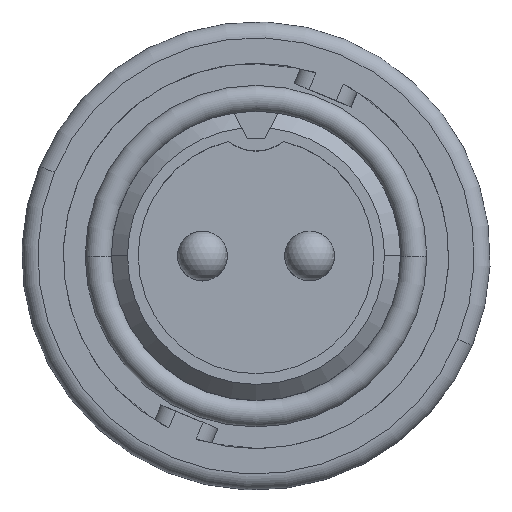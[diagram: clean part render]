
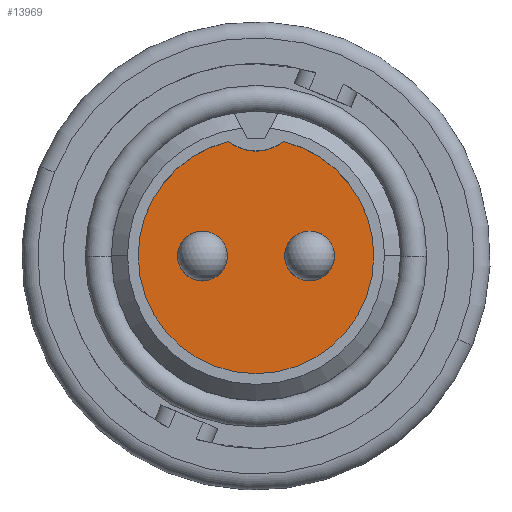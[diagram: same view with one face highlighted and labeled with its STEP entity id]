
A CAD part, top view. The second image highlights one B-rep face of the part: STEP entity #13969.
In plain terms, the highlighted planar face has unit normal (0, 0, 1).
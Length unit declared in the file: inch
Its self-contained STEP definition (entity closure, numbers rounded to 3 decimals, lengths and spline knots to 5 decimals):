
#18 = VERTEX_POINT ( 'NONE', #6078 ) ;
#645 = CARTESIAN_POINT ( 'NONE',  ( 0., 0.13949, -0.255 ) ) ;
#646 = DIRECTION ( 'NONE',  ( 1., 0., 0. ) ) ;
#647 = PLANE ( 'NONE',  #10947 ) ;
#651 = DIRECTION ( 'NONE',  ( 0., 0., 1. ) ) ;
#2218 = CIRCLE ( 'NONE', #5365, 0.22 ) ;
#2312 = CIRCLE ( 'NONE', #16011, 0.083 ) ;
#2329 = CIRCLE ( 'NONE', #2813, 0.0465 ) ;
#2377 = CIRCLE ( 'NONE', #15960, 0.0465 ) ;
#2434 = CIRCLE ( 'NONE', #17592, 0.0465 ) ;
#2483 = CIRCLE ( 'NONE', #2860, 0.0465 ) ;
#2487 = CIRCLE ( 'NONE', #2855, 0.22 ) ;
#2602 = CIRCLE ( 'NONE', #10390, 0.22 ) ;
#2813 = AXIS2_PLACEMENT_3D ( 'NONE', #5083, #5099, #4882 ) ;
#2855 = AXIS2_PLACEMENT_3D ( 'NONE', #5056, #5171, #5185 ) ;
#2860 = AXIS2_PLACEMENT_3D ( 'NONE', #16420, #16421, #16422 ) ;
#3328 = EDGE_LOOP ( 'NONE', ( #3577, #3719, #3483, #3669 ) ) ;
#3483 = ORIENTED_EDGE ( 'NONE', *, *, #13662, .T. ) ;
#3577 = ORIENTED_EDGE ( 'NONE', *, *, #14405, .T. ) ;
#3608 = EDGE_LOOP ( 'NONE', ( #3685, #3628 ) ) ;
#3628 = ORIENTED_EDGE ( 'NONE', *, *, #13496, .F. ) ;
#3645 = ORIENTED_EDGE ( 'NONE', *, *, #14679, .F. ) ;
#3669 = ORIENTED_EDGE ( 'NONE', *, *, #13639, .T. ) ;
#3685 = ORIENTED_EDGE ( 'NONE', *, *, #14760, .F. ) ;
#3702 = EDGE_LOOP ( 'NONE', ( #3645, #3727 ) ) ;
#3719 = ORIENTED_EDGE ( 'NONE', *, *, #14704, .T. ) ;
#3727 = ORIENTED_EDGE ( 'NONE', *, *, #14352, .F. ) ;
#4882 = DIRECTION ( 'NONE',  ( 1., 0., 0. ) ) ;
#5056 = CARTESIAN_POINT ( 'NONE',  ( 0., 0., -0.255 ) ) ;
#5083 = CARTESIAN_POINT ( 'NONE',  ( 0.1, 0.0001, -0.255 ) ) ;
#5099 = DIRECTION ( 'NONE',  ( 0., 0., 1. ) ) ;
#5171 = DIRECTION ( 'NONE',  ( 0., 0., 1. ) ) ;
#5185 = DIRECTION ( 'NONE',  ( 1., 0., 0. ) ) ;
#5365 = AXIS2_PLACEMENT_3D ( 'NONE', #12705, #12707, #12704 ) ;
#5925 = CARTESIAN_POINT ( 'NONE',  ( 0.0515, 0.21389, -0.255 ) ) ;
#5987 = CARTESIAN_POINT ( 'NONE',  ( -0.22, 0., -0.255 ) ) ;
#6078 = CARTESIAN_POINT ( 'NONE',  ( -0.0515, 0.21389, -0.255 ) ) ;
#6105 = CARTESIAN_POINT ( 'NONE',  ( 0.22, 0., -0.255 ) ) ;
#6138 = VERTEX_POINT ( 'NONE', #5987 ) ;
#6153 = CARTESIAN_POINT ( 'NONE',  ( 0.1465, 0.0001, -0.255 ) ) ;
#6174 = VERTEX_POINT ( 'NONE', #6376 ) ;
#6197 = VERTEX_POINT ( 'NONE', #5925 ) ;
#6240 = VERTEX_POINT ( 'NONE', #6256 ) ;
#6256 = CARTESIAN_POINT ( 'NONE',  ( 0.0535, 0.0001, -0.255 ) ) ;
#6286 = VERTEX_POINT ( 'NONE', #6153 ) ;
#6292 = VERTEX_POINT ( 'NONE', #6105 ) ;
#6299 = VERTEX_POINT ( 'NONE', #6340 ) ;
#6340 = CARTESIAN_POINT ( 'NONE',  ( -0.0535, 0., -0.255 ) ) ;
#6376 = CARTESIAN_POINT ( 'NONE',  ( -0.1465, 0., -0.255 ) ) ;
#8187 = CARTESIAN_POINT ( 'NONE',  ( -0.1, 0., -0.255 ) ) ;
#8255 = DIRECTION ( 'NONE',  ( 0., 0., 1. ) ) ;
#8298 = DIRECTION ( 'NONE',  ( 1., 0., 0. ) ) ;
#10390 = AXIS2_PLACEMENT_3D ( 'NONE', #12801, #12790, #12812 ) ;
#10864 = FACE_BOUND ( 'NONE', #3608, .T. ) ;
#10877 = FACE_OUTER_BOUND ( 'NONE', #3328, .T. ) ;
#10907 = FACE_BOUND ( 'NONE', #3702, .T. ) ;
#10947 = AXIS2_PLACEMENT_3D ( 'NONE', #645, #651, #646 ) ;
#11028 = DIRECTION ( 'NONE',  ( 1., 0., 0. ) ) ;
#11030 = DIRECTION ( 'NONE',  ( 0., 0., 1. ) ) ;
#11034 = CARTESIAN_POINT ( 'NONE',  ( 0.1, 0.0001, -0.255 ) ) ;
#11399 = DIRECTION ( 'NONE',  ( 1., 0., 0. ) ) ;
#11400 = DIRECTION ( 'NONE',  ( 0., 0., -1. ) ) ;
#11401 = CARTESIAN_POINT ( 'NONE',  ( 0., 0.27898, -0.255 ) ) ;
#12704 = DIRECTION ( 'NONE',  ( 1., 0., 0. ) ) ;
#12705 = CARTESIAN_POINT ( 'NONE',  ( 0., 0., -0.255 ) ) ;
#12707 = DIRECTION ( 'NONE',  ( 0., 0., 1. ) ) ;
#12790 = DIRECTION ( 'NONE',  ( 0., 0., 1. ) ) ;
#12801 = CARTESIAN_POINT ( 'NONE',  ( 0., 0., -0.255 ) ) ;
#12812 = DIRECTION ( 'NONE',  ( 1., 0., 0. ) ) ;
#13496 = EDGE_CURVE ( 'NONE', #6299, #6174, #2434, .T. ) ;
#13639 = EDGE_CURVE ( 'NONE', #6292, #6197, #2218, .T. ) ;
#13662 = EDGE_CURVE ( 'NONE', #6138, #6292, #2602, .T. ) ;
#13969 = ADVANCED_FACE ( 'NONE', ( #10864, #10877, #10907 ), #647, .T. ) ;
#14352 = EDGE_CURVE ( 'NONE', #6286, #6240, #2377, .T. ) ;
#14405 = EDGE_CURVE ( 'NONE', #6197, #18, #2312, .T. ) ;
#14679 = EDGE_CURVE ( 'NONE', #6240, #6286, #2329, .T. ) ;
#14704 = EDGE_CURVE ( 'NONE', #18, #6138, #2487, .T. ) ;
#14760 = EDGE_CURVE ( 'NONE', #6174, #6299, #2483, .T. ) ;
#15960 = AXIS2_PLACEMENT_3D ( 'NONE', #11034, #11030, #11028 ) ;
#16011 = AXIS2_PLACEMENT_3D ( 'NONE', #11401, #11400, #11399 ) ;
#16420 = CARTESIAN_POINT ( 'NONE',  ( -0.1, 0., -0.255 ) ) ;
#16421 = DIRECTION ( 'NONE',  ( 0., 0., 1. ) ) ;
#16422 = DIRECTION ( 'NONE',  ( 1., 0., 0. ) ) ;
#17592 = AXIS2_PLACEMENT_3D ( 'NONE', #8187, #8255, #8298 ) ;
